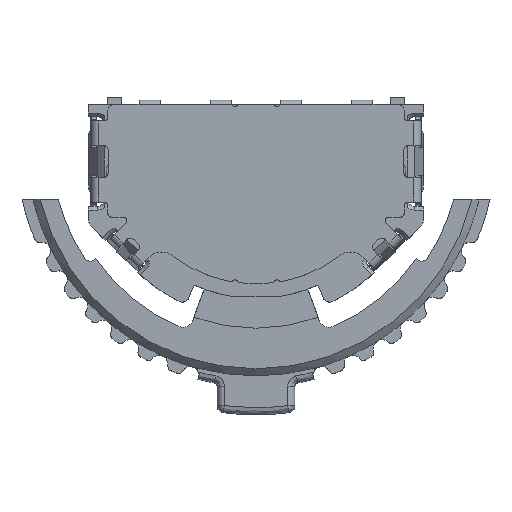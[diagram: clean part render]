
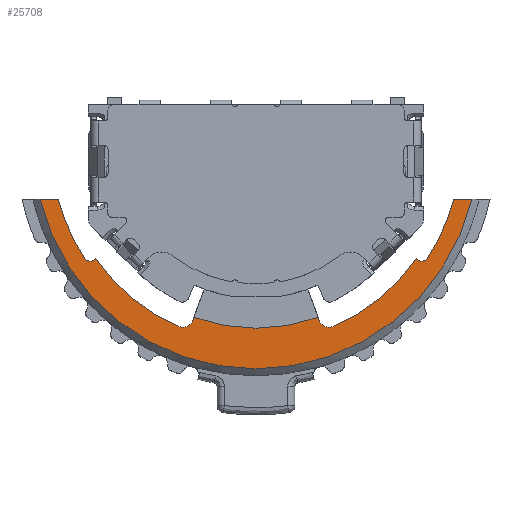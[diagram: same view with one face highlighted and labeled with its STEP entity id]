
A CAD part, top view. The second image highlights one B-rep face of the part: STEP entity #25708.
In plain terms, the highlighted planar face has unit normal (0, 0, 1).
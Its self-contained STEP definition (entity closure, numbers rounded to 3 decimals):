
#252 = ORIENTED_EDGE ( 'NONE', *, *, #8267, .T. ) ;
#678 = LINE ( 'NONE', #11642, #4482 ) ;
#715 = CARTESIAN_POINT ( 'NONE',  ( -6.404, -3.44, -4.851 ) ) ;
#953 = CARTESIAN_POINT ( 'NONE',  ( 8.051, -1.262, -4.851 ) ) ;
#1028 = EDGE_CURVE ( 'NONE', #18367, #12113, #8061, .T. ) ;
#1278 = VERTEX_POINT ( 'NONE', #715 ) ;
#1658 = CARTESIAN_POINT ( 'NONE',  ( -6.032, -3.512, -4.851 ) ) ;
#2184 = AXIS2_PLACEMENT_3D ( 'NONE', #15729, #2652, #17686 ) ;
#2471 = LINE ( 'NONE', #19577, #16302 ) ;
#2652 = DIRECTION ( 'NONE',  ( 0., 0., -1. ) ) ;
#2951 = LINE ( 'NONE', #11697, #7014 ) ;
#3128 = DIRECTION ( 'NONE',  ( 0., 0., 1. ) ) ;
#3210 = EDGE_CURVE ( 'NONE', #23980, #18367, #17573, .T. ) ;
#3313 = CARTESIAN_POINT ( 'NONE',  ( -5.982, -3.477, -4.851 ) ) ;
#3325 = CARTESIAN_POINT ( 'NONE',  ( -7.372, -1.262, -4.851 ) ) ;
#3487 = VERTEX_POINT ( 'NONE', #27728 ) ;
#3524 = ORIENTED_EDGE ( 'NONE', *, *, #3210, .F. ) ;
#3608 = CIRCLE ( 'NONE', #12160, 7.632 ) ;
#3911 = LINE ( 'NONE', #18512, #22795 ) ;
#3943 = DIRECTION ( 'NONE',  ( 0., 1., 0. ) ) ;
#4032 = ORIENTED_EDGE ( 'NONE', *, *, #6499, .F. ) ;
#4037 = CIRCLE ( 'NONE', #13934, 7.303 ) ;
#4482 = VECTOR ( 'NONE', #13880, 1000. ) ;
#4772 = FACE_OUTER_BOUND ( 'NONE', #10310, .T. ) ;
#4807 = VECTOR ( 'NONE', #13196, 1000. ) ;
#5160 = EDGE_CURVE ( 'NONE', #14985, #25523, #14175, .T. ) ;
#5208 = EDGE_CURVE ( 'NONE', #18955, #22024, #15156, .T. ) ;
#5213 = VERTEX_POINT ( 'NONE', #17534 ) ;
#5377 = DIRECTION ( 'NONE',  ( 0., 1., 0. ) ) ;
#5450 = AXIS2_PLACEMENT_3D ( 'NONE', #9773, #3128, #20245 ) ;
#5512 = ORIENTED_EDGE ( 'NONE', *, *, #27571, .T. ) ;
#5589 = DIRECTION ( 'NONE',  ( -0.342, -0.94, 0. ) ) ;
#6061 = CARTESIAN_POINT ( 'NONE',  ( 0., 0.712, -4.851 ) ) ;
#6207 = EDGE_CURVE ( 'NONE', #9245, #23042, #678, .T. ) ;
#6309 = ORIENTED_EDGE ( 'NONE', *, *, #10659, .F. ) ;
#6499 = EDGE_CURVE ( 'NONE', #18907, #3487, #4037, .T. ) ;
#6983 = DIRECTION ( 'NONE',  ( 0., 1., 0. ) ) ;
#7014 = VECTOR ( 'NONE', #7632, 1000. ) ;
#7024 = CARTESIAN_POINT ( 'NONE',  ( -8.051, -1.262, -4.851 ) ) ;
#7169 = CIRCLE ( 'NONE', #22739, 0.395 ) ;
#7336 = DIRECTION ( 'NONE',  ( 0., 1., 0. ) ) ;
#7351 = PLANE ( 'NONE',  #2184 ) ;
#7406 = CARTESIAN_POINT ( 'NONE',  ( 6.183, -3.296, -4.851 ) ) ;
#7632 = DIRECTION ( 'NONE',  ( -0.819, -0.574, 0. ) ) ;
#7783 = CARTESIAN_POINT ( 'NONE',  ( -2.359, -5.769, -4.851 ) ) ;
#7911 = DIRECTION ( 'NONE',  ( 0., 1., 0. ) ) ;
#7951 = EDGE_CURVE ( 'NONE', #5213, #12113, #3911, .T. ) ;
#8061 = CIRCLE ( 'NONE', #23695, 7.303 ) ;
#8145 = ORIENTED_EDGE ( 'NONE', *, *, #1028, .F. ) ;
#8267 = EDGE_CURVE ( 'NONE', #23042, #18955, #27269, .T. ) ;
#8447 = EDGE_CURVE ( 'NONE', #25445, #22024, #27299, .T. ) ;
#8867 = CARTESIAN_POINT ( 'NONE',  ( 5.982, -3.477, -4.851 ) ) ;
#8979 = EDGE_CURVE ( 'NONE', #5213, #25445, #14869, .T. ) ;
#8989 = AXIS2_PLACEMENT_3D ( 'NONE', #20302, #20023, #7336 ) ;
#9245 = VERTEX_POINT ( 'NONE', #3325 ) ;
#9330 = VECTOR ( 'NONE', #5589, 1000. ) ;
#9490 = AXIS2_PLACEMENT_3D ( 'NONE', #15133, #17224, #12879 ) ;
#9773 = CARTESIAN_POINT ( 'NONE',  ( 2.73, -5.634, -4.851 ) ) ;
#10295 = CARTESIAN_POINT ( 'NONE',  ( 2.886, -5.997, -4.851 ) ) ;
#10310 = EDGE_LOOP ( 'NONE', ( #18019, #26365, #15345, #8145, #3524, #16873, #14158, #27435, #11601, #4032, #5512, #21662, #6309, #17419, #252, #12221 ) ) ;
#10607 = DIRECTION ( 'NONE',  ( 0., 1., 0. ) ) ;
#10659 = EDGE_CURVE ( 'NONE', #9245, #1278, #3608, .T. ) ;
#11601 = ORIENTED_EDGE ( 'NONE', *, *, #17030, .F. ) ;
#11642 = CARTESIAN_POINT ( 'NONE',  ( -8.049, -1.262, -4.851 ) ) ;
#11697 = CARTESIAN_POINT ( 'NONE',  ( -6.007, -3.495, -4.851 ) ) ;
#11852 = DIRECTION ( 'NONE',  ( 0., 0., 1. ) ) ;
#12113 = VERTEX_POINT ( 'NONE', #8867 ) ;
#12160 = AXIS2_PLACEMENT_3D ( 'NONE', #16625, #25146, #10607 ) ;
#12221 = ORIENTED_EDGE ( 'NONE', *, *, #5208, .T. ) ;
#12638 = CARTESIAN_POINT ( 'NONE',  ( -2.147, -5.187, -4.851 ) ) ;
#12879 = DIRECTION ( 'NONE',  ( 0., 1., 0. ) ) ;
#13046 = CARTESIAN_POINT ( 'NONE',  ( 2.318, -5.656, -4.851 ) ) ;
#13196 = DIRECTION ( 'NONE',  ( -1., 0., 0. ) ) ;
#13300 = DIRECTION ( 'NONE',  ( -0.342, 0.94, 0. ) ) ;
#13394 = CARTESIAN_POINT ( 'NONE',  ( 0., 0.712, -4.851 ) ) ;
#13880 = DIRECTION ( 'NONE',  ( -1., 0., 0. ) ) ;
#13934 = AXIS2_PLACEMENT_3D ( 'NONE', #6061, #14628, #3943 ) ;
#13974 = AXIS2_PLACEMENT_3D ( 'NONE', #22454, #11852, #7911 ) ;
#14158 = ORIENTED_EDGE ( 'NONE', *, *, #26741, .F. ) ;
#14175 = LINE ( 'NONE', #12638, #9330 ) ;
#14599 = DIRECTION ( 'NONE',  ( 0., 1., 0. ) ) ;
#14628 = DIRECTION ( 'NONE',  ( 0., 0., 1. ) ) ;
#14869 = CIRCLE ( 'NONE', #20213, 0.263 ) ;
#14985 = VERTEX_POINT ( 'NONE', #17228 ) ;
#15006 = CARTESIAN_POINT ( 'NONE',  ( 2.359, -5.769, -4.851 ) ) ;
#15133 = CARTESIAN_POINT ( 'NONE',  ( 0., 0.712, -4.851 ) ) ;
#15156 = LINE ( 'NONE', #15308, #4807 ) ;
#15308 = CARTESIAN_POINT ( 'NONE',  ( 8.049, -1.262, -4.851 ) ) ;
#15345 = ORIENTED_EDGE ( 'NONE', *, *, #7951, .T. ) ;
#15729 = CARTESIAN_POINT ( 'NONE',  ( 8.148, -1.262, -4.851 ) ) ;
#16302 = VECTOR ( 'NONE', #13300, 1000. ) ;
#16625 = CARTESIAN_POINT ( 'NONE',  ( 0., 0.712, -4.851 ) ) ;
#16873 = ORIENTED_EDGE ( 'NONE', *, *, #19962, .T. ) ;
#17030 = EDGE_CURVE ( 'NONE', #3487, #25523, #7169, .T. ) ;
#17224 = DIRECTION ( 'NONE',  ( 0., 0., 1. ) ) ;
#17228 = CARTESIAN_POINT ( 'NONE',  ( -2.318, -5.656, -4.851 ) ) ;
#17419 = ORIENTED_EDGE ( 'NONE', *, *, #6207, .T. ) ;
#17534 = CARTESIAN_POINT ( 'NONE',  ( 6.032, -3.512, -4.851 ) ) ;
#17573 = CIRCLE ( 'NONE', #5450, 0.395 ) ;
#17686 = DIRECTION ( 'NONE',  ( 0., -1., 0. ) ) ;
#18019 = ORIENTED_EDGE ( 'NONE', *, *, #8447, .F. ) ;
#18257 = CARTESIAN_POINT ( 'NONE',  ( 6.404, -3.44, -4.851 ) ) ;
#18367 = VERTEX_POINT ( 'NONE', #10295 ) ;
#18483 = CIRCLE ( 'NONE', #13974, 0.263 ) ;
#18512 = CARTESIAN_POINT ( 'NONE',  ( 6.007, -3.495, -4.851 ) ) ;
#18907 = VERTEX_POINT ( 'NONE', #3313 ) ;
#18955 = VERTEX_POINT ( 'NONE', #953 ) ;
#19165 = EDGE_CURVE ( 'NONE', #1278, #25509, #18483, .T. ) ;
#19463 = DIRECTION ( 'NONE',  ( 0., 0., 1. ) ) ;
#19577 = CARTESIAN_POINT ( 'NONE',  ( 2.147, -5.187, -4.851 ) ) ;
#19873 = CARTESIAN_POINT ( 'NONE',  ( 7.372, -1.262, -4.851 ) ) ;
#19962 = EDGE_CURVE ( 'NONE', #23980, #21966, #2471, .T. ) ;
#20023 = DIRECTION ( 'NONE',  ( 0., 0., 1. ) ) ;
#20213 = AXIS2_PLACEMENT_3D ( 'NONE', #7406, #20239, #5377 ) ;
#20239 = DIRECTION ( 'NONE',  ( 0., 0., 1. ) ) ;
#20245 = DIRECTION ( 'NONE',  ( 0., 1., 0. ) ) ;
#20302 = CARTESIAN_POINT ( 'NONE',  ( 0., 0.712, -4.851 ) ) ;
#20718 = DIRECTION ( 'NONE',  ( -0.819, 0.574, 0. ) ) ;
#21662 = ORIENTED_EDGE ( 'NONE', *, *, #19165, .F. ) ;
#21966 = VERTEX_POINT ( 'NONE', #13046 ) ;
#22024 = VERTEX_POINT ( 'NONE', #19873 ) ;
#22454 = CARTESIAN_POINT ( 'NONE',  ( -6.183, -3.296, -4.851 ) ) ;
#22671 = CARTESIAN_POINT ( 'NONE',  ( 0., 0.712, -4.851 ) ) ;
#22739 = AXIS2_PLACEMENT_3D ( 'NONE', #25751, #19463, #23508 ) ;
#22795 = VECTOR ( 'NONE', #20718, 1000. ) ;
#23042 = VERTEX_POINT ( 'NONE', #7024 ) ;
#23508 = DIRECTION ( 'NONE',  ( 0., 1., 0. ) ) ;
#23695 = AXIS2_PLACEMENT_3D ( 'NONE', #13394, #26149, #6983 ) ;
#23980 = VERTEX_POINT ( 'NONE', #15006 ) ;
#24797 = AXIS2_PLACEMENT_3D ( 'NONE', #22671, #25089, #14599 ) ;
#25089 = DIRECTION ( 'NONE',  ( 0., 0., 1. ) ) ;
#25146 = DIRECTION ( 'NONE',  ( 0., 0., 1. ) ) ;
#25246 = CIRCLE ( 'NONE', #24797, 6.776 ) ;
#25445 = VERTEX_POINT ( 'NONE', #18257 ) ;
#25509 = VERTEX_POINT ( 'NONE', #1658 ) ;
#25523 = VERTEX_POINT ( 'NONE', #7783 ) ;
#25708 = ADVANCED_FACE ( 'NONE', ( #4772 ), #7351, .F. ) ;
#25751 = CARTESIAN_POINT ( 'NONE',  ( -2.73, -5.634, -4.851 ) ) ;
#26149 = DIRECTION ( 'NONE',  ( 0., 0., 1. ) ) ;
#26365 = ORIENTED_EDGE ( 'NONE', *, *, #8979, .F. ) ;
#26741 = EDGE_CURVE ( 'NONE', #14985, #21966, #25246, .T. ) ;
#27269 = CIRCLE ( 'NONE', #8989, 8.289 ) ;
#27299 = CIRCLE ( 'NONE', #9490, 7.632 ) ;
#27435 = ORIENTED_EDGE ( 'NONE', *, *, #5160, .T. ) ;
#27571 = EDGE_CURVE ( 'NONE', #18907, #25509, #2951, .T. ) ;
#27728 = CARTESIAN_POINT ( 'NONE',  ( -2.886, -5.997, -4.851 ) ) ;
